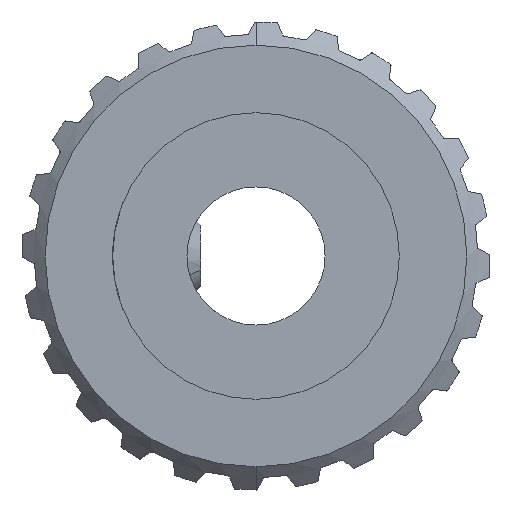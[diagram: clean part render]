
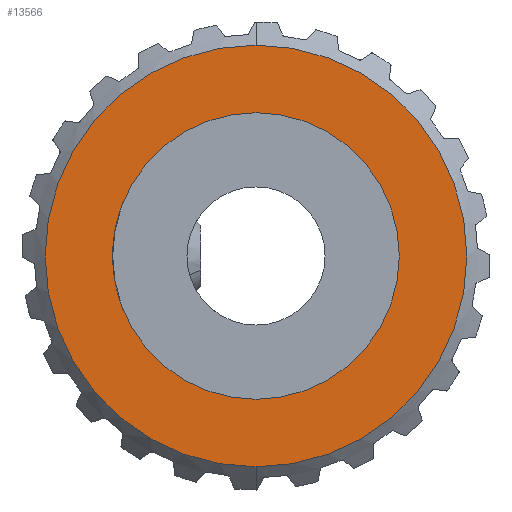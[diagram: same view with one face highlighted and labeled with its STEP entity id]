
A CAD part, front view. The second image highlights one B-rep face of the part: STEP entity #13566.
In plain terms, the highlighted planar face has unit normal (0, -1, 0).
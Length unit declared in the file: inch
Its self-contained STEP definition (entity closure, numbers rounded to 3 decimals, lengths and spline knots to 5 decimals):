
#452 = DIRECTION ( 'NONE',  ( 0., 0., -1. ) ) ;
#619 = AXIS2_PLACEMENT_3D ( 'NONE', #18788, #638, #12998 ) ;
#638 = DIRECTION ( 'NONE',  ( 0., 1., 0. ) ) ;
#1267 = CIRCLE ( 'NONE', #18564, 0.245 ) ;
#1576 = FACE_BOUND ( 'NONE', #3436, .T. ) ;
#1701 = VERTEX_POINT ( 'NONE', #12974 ) ;
#1806 = FACE_OUTER_BOUND ( 'NONE', #10861, .T. ) ;
#2549 = DIRECTION ( 'NONE',  ( 0., 0., -1. ) ) ;
#2713 = EDGE_CURVE ( 'NONE', #13367, #15555, #6509, .T. ) ;
#3436 = EDGE_LOOP ( 'NONE', ( #18787, #4993 ) ) ;
#3617 = DIRECTION ( 'NONE',  ( 0., -1., 0. ) ) ;
#4123 = ORIENTED_EDGE ( 'NONE', *, *, #2713, .F. ) ;
#4776 = ORIENTED_EDGE ( 'NONE', *, *, #8167, .F. ) ;
#4993 = ORIENTED_EDGE ( 'NONE', *, *, #5043, .F. ) ;
#5043 = EDGE_CURVE ( 'NONE', #19561, #1701, #1267, .T. ) ;
#5364 = CIRCLE ( 'NONE', #14185, 0.245 ) ;
#6389 = CARTESIAN_POINT ( 'NONE',  ( 0., 0.0542, -0.36045 ) ) ;
#6509 = CIRCLE ( 'NONE', #14020, 0.36045 ) ;
#6604 = AXIS2_PLACEMENT_3D ( 'NONE', #9602, #15821, #452 ) ;
#6757 = DIRECTION ( 'NONE',  ( 0., 0., -1. ) ) ;
#8167 = EDGE_CURVE ( 'NONE', #15555, #13367, #10370, .T. ) ;
#8700 = DIRECTION ( 'NONE',  ( 0., -1., 0. ) ) ;
#9602 = CARTESIAN_POINT ( 'NONE',  ( 0., 0.0542, 0. ) ) ;
#9774 = CARTESIAN_POINT ( 'NONE',  ( 0., 0.0542, 0. ) ) ;
#10370 = CIRCLE ( 'NONE', #619, 0.36045 ) ;
#10861 = EDGE_LOOP ( 'NONE', ( #4776, #4123 ) ) ;
#11257 = DIRECTION ( 'NONE',  ( 0., 1., 0. ) ) ;
#12599 = CARTESIAN_POINT ( 'NONE',  ( 0., 0.0542, 0. ) ) ;
#12662 = DIRECTION ( 'NONE',  ( 0., 0., -1. ) ) ;
#12974 = CARTESIAN_POINT ( 'NONE',  ( 0., 0.0542, 0.245 ) ) ;
#12998 = DIRECTION ( 'NONE',  ( 0., 0., -1. ) ) ;
#13367 = VERTEX_POINT ( 'NONE', #6389 ) ;
#13566 = ADVANCED_FACE ( 'NONE', ( #1806, #1576 ), #18600, .T. ) ;
#14020 = AXIS2_PLACEMENT_3D ( 'NONE', #12599, #11257, #12662 ) ;
#14185 = AXIS2_PLACEMENT_3D ( 'NONE', #16267, #8700, #2549 ) ;
#15555 = VERTEX_POINT ( 'NONE', #18026 ) ;
#15821 = DIRECTION ( 'NONE',  ( 0., -1., 0. ) ) ;
#16267 = CARTESIAN_POINT ( 'NONE',  ( 0., 0.0542, 0. ) ) ;
#16328 = CARTESIAN_POINT ( 'NONE',  ( 0., 0.0542, -0.245 ) ) ;
#16788 = EDGE_CURVE ( 'NONE', #1701, #19561, #5364, .T. ) ;
#18026 = CARTESIAN_POINT ( 'NONE',  ( 0., 0.0542, 0.36045 ) ) ;
#18564 = AXIS2_PLACEMENT_3D ( 'NONE', #9774, #3617, #6757 ) ;
#18600 = PLANE ( 'NONE',  #6604 ) ;
#18787 = ORIENTED_EDGE ( 'NONE', *, *, #16788, .F. ) ;
#18788 = CARTESIAN_POINT ( 'NONE',  ( 0., 0.0542, 0. ) ) ;
#19561 = VERTEX_POINT ( 'NONE', #16328 ) ;
